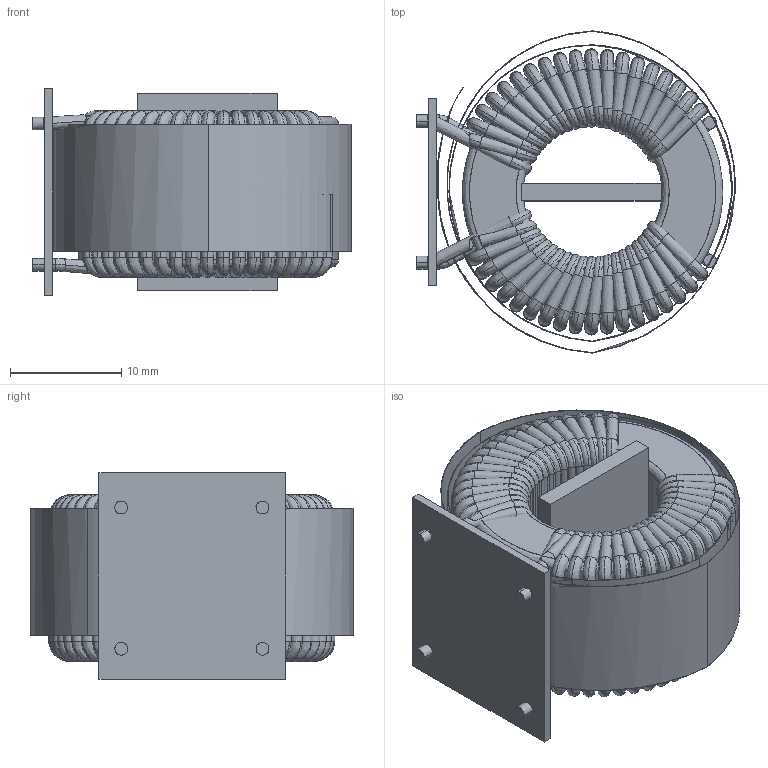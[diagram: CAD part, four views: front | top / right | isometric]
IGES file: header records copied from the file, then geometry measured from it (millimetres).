
Start section: SolidWorks IGES file using analytic representation for surfaces
Global section: file name: 32010r5.IGS; native system: SolidWorks 2010; preprocessor: SolidWorks 2010; author: kkamath; date: 110701.140909; units: inch
Bounding box: 28.6 x 28.96 x 18.54 mm (x, y, z)
Surface area: 11431.1 mm2 (no closed solid volume)
Topology: 0 solids, 0 shells, 1025 faces, 9778 edges, 9773 vertices
Faces by surface type: bspline 549, revolution 476
